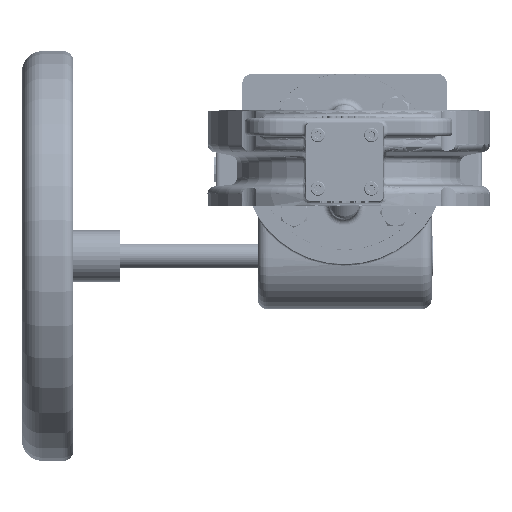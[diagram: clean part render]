
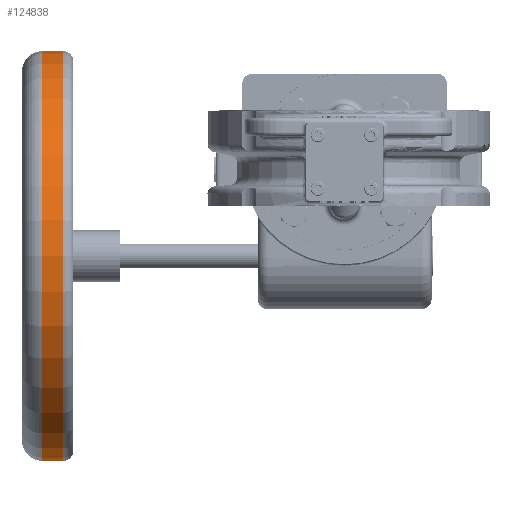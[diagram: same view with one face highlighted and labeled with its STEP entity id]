
A CAD part, front view. The second image highlights one B-rep face of the part: STEP entity #124838.
In plain terms, the highlighted cylindrical face has radius 100 mm (diameter 200 mm), a partial arc.
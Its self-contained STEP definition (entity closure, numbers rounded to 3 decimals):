
#1475 = VERTEX_POINT ( 'NONE', #51401 ) ;
#5487 = LINE ( 'NONE', #37553, #27283 ) ;
#6207 = DIRECTION ( 'NONE',  ( 1., 0., 0. ) ) ;
#6776 = DIRECTION ( 'NONE',  ( 0., 0., 1. ) ) ;
#7237 = CARTESIAN_POINT ( 'NONE',  ( 0., 0., 4.899 ) ) ;
#9075 = EDGE_LOOP ( 'NONE', ( #119576, #121923, #112797, #138237 ) ) ;
#9959 = AXIS2_PLACEMENT_3D ( 'NONE', #33386, #44087, #78652 ) ;
#15531 = CIRCLE ( 'NONE', #134388, 100. ) ;
#16838 = VERTEX_POINT ( 'NONE', #108042 ) ;
#27283 = VECTOR ( 'NONE', #112237, 1000. ) ;
#27300 = DIRECTION ( 'NONE',  ( 0., 0., -1. ) ) ;
#30744 = EDGE_CURVE ( 'NONE', #1475, #16838, #5487, .T. ) ;
#32864 = CARTESIAN_POINT ( 'NONE',  ( 100., 0., 4.899 ) ) ;
#33386 = CARTESIAN_POINT ( 'NONE',  ( 0., 0., 25. ) ) ;
#36585 = CARTESIAN_POINT ( 'NONE',  ( 100., 0., 15. ) ) ;
#37553 = CARTESIAN_POINT ( 'NONE',  ( -100., 0., 25. ) ) ;
#38805 = EDGE_CURVE ( 'NONE', #51035, #52558, #123516, .T. ) ;
#44087 = DIRECTION ( 'NONE',  ( 0., 0., -1. ) ) ;
#51035 = VERTEX_POINT ( 'NONE', #36585 ) ;
#51401 = CARTESIAN_POINT ( 'NONE',  ( -100., 0., 15. ) ) ;
#52558 = VERTEX_POINT ( 'NONE', #32864 ) ;
#54415 = EDGE_CURVE ( 'NONE', #51035, #1475, #15531, .T. ) ;
#58390 = VECTOR ( 'NONE', #66129, 1000. ) ;
#59985 = CARTESIAN_POINT ( 'NONE',  ( 0., 0., 15. ) ) ;
#66129 = DIRECTION ( 'NONE',  ( 0., 0., -1. ) ) ;
#67053 = AXIS2_PLACEMENT_3D ( 'NONE', #7237, #6776, #81610 ) ;
#78652 = DIRECTION ( 'NONE',  ( -1., 0., 0. ) ) ;
#81610 = DIRECTION ( 'NONE',  ( -1., 0., 0. ) ) ;
#92820 = FACE_OUTER_BOUND ( 'NONE', #9075, .T. ) ;
#106050 = CYLINDRICAL_SURFACE ( 'NONE', #9959, 100. ) ;
#108042 = CARTESIAN_POINT ( 'NONE',  ( -100., 0., 4.899 ) ) ;
#112237 = DIRECTION ( 'NONE',  ( 0., 0., -1. ) ) ;
#112797 = ORIENTED_EDGE ( 'NONE', *, *, #30744, .T. ) ;
#118882 = CARTESIAN_POINT ( 'NONE',  ( 100., 0., 25. ) ) ;
#119576 = ORIENTED_EDGE ( 'NONE', *, *, #38805, .F. ) ;
#121923 = ORIENTED_EDGE ( 'NONE', *, *, #54415, .T. ) ;
#123516 = LINE ( 'NONE', #118882, #58390 ) ;
#124340 = CIRCLE ( 'NONE', #67053, 100. ) ;
#124838 = ADVANCED_FACE ( 'NONE', ( #92820 ), #106050, .T. ) ;
#134388 = AXIS2_PLACEMENT_3D ( 'NONE', #59985, #27300, #6207 ) ;
#136984 = EDGE_CURVE ( 'NONE', #16838, #52558, #124340, .T. ) ;
#138237 = ORIENTED_EDGE ( 'NONE', *, *, #136984, .T. ) ;
